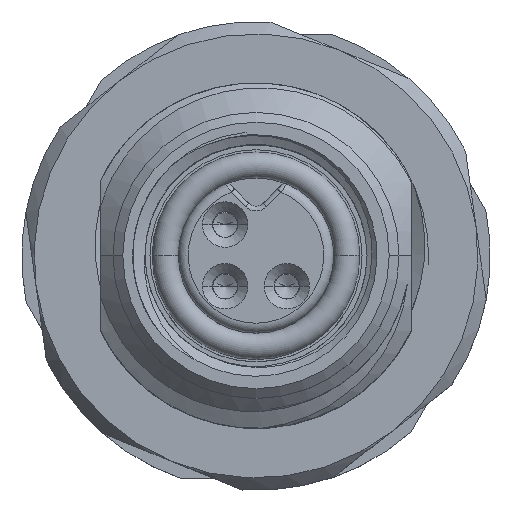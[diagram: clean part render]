
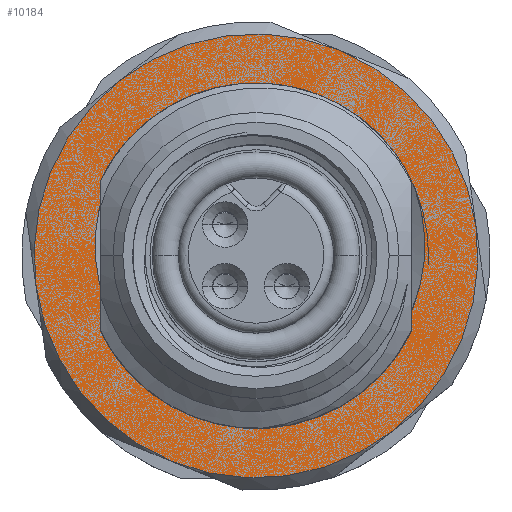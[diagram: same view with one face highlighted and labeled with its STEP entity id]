
A CAD part, top view. The second image highlights one B-rep face of the part: STEP entity #10184.
In plain terms, the highlighted planar face has unit normal (0, 0, 1).
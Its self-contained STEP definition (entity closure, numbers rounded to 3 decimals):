
#9613=CARTESIAN_POINT('',(0.,0.,-1.3));
#9614=DIRECTION('',(0.,0.,1.));
#9615=DIRECTION('',(-0.706,-0.709,0.));
#9616=AXIS2_PLACEMENT_3D('',#9613,#9614,#9615);
#9618=CARTESIAN_POINT('',(0.,0.,-1.3));
#9619=DIRECTION('',(0.,0.,1.));
#9620=DIRECTION('',(-0.376,-0.927,0.));
#9621=AXIS2_PLACEMENT_3D('',#9618,#9619,#9620);
#9623=CARTESIAN_POINT('',(0.038,-3.094,-1.3));
#9624=CARTESIAN_POINT('',(0.187,-3.102,-1.3));
#9625=CARTESIAN_POINT('',(0.483,-3.096,-1.3));
#9626=CARTESIAN_POINT('',(0.927,-3.025,-1.3));
#9627=CARTESIAN_POINT('',(1.357,-2.89,-1.3));
#9628=CARTESIAN_POINT('',(1.766,-2.695,-1.3));
#9629=CARTESIAN_POINT('',(2.147,-2.442,-1.3));
#9630=CARTESIAN_POINT('',(2.491,-2.134,-1.3));
#9631=CARTESIAN_POINT('',(2.79,-1.78,-1.3));
#9632=CARTESIAN_POINT('',(3.037,-1.385,-1.3));
#9633=CARTESIAN_POINT('',(3.228,-0.958,-1.3));
#9634=CARTESIAN_POINT('',(3.358,-0.507,-1.3));
#9635=CARTESIAN_POINT('',(3.425,-0.034,-1.3));
#9636=CARTESIAN_POINT('',(3.425,0.443,-1.3));
#9637=CARTESIAN_POINT('',(3.358,0.919,-1.3));
#9638=CARTESIAN_POINT('',(3.272,1.227,-1.3));
#9639=CARTESIAN_POINT('',(3.217,1.379,-1.3));
#9641=CARTESIAN_POINT('',(0.,0.,-1.3));
#9642=DIRECTION('',(0.,0.,1.));
#9643=DIRECTION('',(0.919,0.394,0.));
#9644=AXIS2_PLACEMENT_3D('',#9641,#9642,#9643);
#9646=CARTESIAN_POINT('',(0.,0.,-1.3));
#9647=DIRECTION('',(0.,0.,1.));
#9648=DIRECTION('',(0.376,0.927,0.));
#9649=AXIS2_PLACEMENT_3D('',#9646,#9647,#9648);
#9651=CARTESIAN_POINT('',(-1.346,3.231,-1.3));
#9652=CARTESIAN_POINT('',(-1.491,3.16,-1.3));
#9653=CARTESIAN_POINT('',(-1.767,3.,-1.3));
#9654=CARTESIAN_POINT('',(-2.147,2.705,-1.3));
#9655=CARTESIAN_POINT('',(-2.48,2.362,-1.3));
#9656=CARTESIAN_POINT('',(-2.762,1.976,-1.3));
#9657=CARTESIAN_POINT('',(-2.984,1.56,-1.3));
#9658=CARTESIAN_POINT('',(-3.145,1.12,-1.3));
#9659=CARTESIAN_POINT('',(-3.242,0.664,-1.3));
#9660=CARTESIAN_POINT('',(-3.274,0.202,-1.3));
#9661=CARTESIAN_POINT('',(-3.241,-0.258,-1.3));
#9662=CARTESIAN_POINT('',(-3.144,-0.704,-1.3));
#9663=CARTESIAN_POINT('',(-2.986,-1.129,-1.3));
#9664=CARTESIAN_POINT('',(-2.772,-1.525,-1.3));
#9665=CARTESIAN_POINT('',(-2.503,-1.885,-1.3));
#9666=CARTESIAN_POINT('',(-2.295,-2.095,-1.3));
#9667=CARTESIAN_POINT('',(-2.183,-2.193,-1.3));
#9669=CARTESIAN_POINT('',(0.,0.,-1.3));
#9670=DIRECTION('',(0.,0.,-1.));
#9671=DIRECTION('',(0.614,-0.789,0.));
#9672=AXIS2_PLACEMENT_3D('',#9669,#9670,#9671);
#9674=CARTESIAN_POINT('',(0.,0.,-1.3));
#9675=DIRECTION('',(0.,0.,-1.));
#9676=DIRECTION('',(-0.376,-0.927,0.));
#9677=AXIS2_PLACEMENT_3D('',#9674,#9675,#9676);
#9679=CARTESIAN_POINT('',(0.,0.,-1.3));
#9680=DIRECTION('',(0.,0.,-1.));
#9681=DIRECTION('',(-0.614,0.789,0.));
#9682=AXIS2_PLACEMENT_3D('',#9679,#9680,#9681);
#9684=CARTESIAN_POINT('',(0.,0.,-1.3));
#9685=DIRECTION('',(0.,0.,-1.));
#9686=DIRECTION('',(0.376,0.927,0.));
#9687=AXIS2_PLACEMENT_3D('',#9684,#9685,#9686);
#9694=CARTESIAN_POINT('',(0.,0.,-1.3));
#9695=DIRECTION('',(0.,0.,1.));
#9696=DIRECTION('',(0.614,-0.789,0.));
#9697=AXIS2_PLACEMENT_3D('',#9694,#9695,#9696);
#10012=CARTESIAN_POINT('',(0.,0.,-1.3));
#10013=DIRECTION('',(0.,0.,1.));
#10014=DIRECTION('',(-0.614,0.789,0.));
#10015=AXIS2_PLACEMENT_3D('',#10012,#10013,#10014);
#10075=VERTEX_POINT('',#9667);
#10076=VERTEX_POINT('',#9651);
#10077=VERTEX_POINT('',#9639);
#10078=VERTEX_POINT('',#9623);
#10083=CARTESIAN_POINT('',(-1.163,-2.867,-1.3));
#10084=VERTEX_POINT('',#10083);
#10085=CARTESIAN_POINT('',(1.316,3.243,-1.3));
#10086=VERTEX_POINT('',#10085);
#10087=CARTESIAN_POINT('',(2.765,-3.55,-1.3));
#10088=CARTESIAN_POINT('',(-1.692,-4.17,-1.3));
#10089=VERTEX_POINT('',#10087);
#10090=VERTEX_POINT('',#10088);
#10091=CARTESIAN_POINT('',(-4.457,-0.619,-1.3));
#10092=VERTEX_POINT('',#10091);
#10093=CARTESIAN_POINT('',(-2.765,3.55,-1.3));
#10094=CARTESIAN_POINT('',(1.692,4.17,-1.3));
#10095=VERTEX_POINT('',#10093);
#10096=VERTEX_POINT('',#10094);
#10097=CARTESIAN_POINT('',(4.457,0.619,-1.3));
#10098=VERTEX_POINT('',#10097);
#10151=CARTESIAN_POINT('',(0.,0.,-1.3));
#10152=DIRECTION('',(0.,0.,1.));
#10153=DIRECTION('',(-0.376,-0.927,0.));
#10154=AXIS2_PLACEMENT_3D('',#10151,#10152,#10153);
#10155=PLANE('',#10154);
#10157=ORIENTED_EDGE('',*,*,#10156,.F.);
#10159=ORIENTED_EDGE('',*,*,#10158,.T.);
#10161=ORIENTED_EDGE('',*,*,#10160,.T.);
#10163=ORIENTED_EDGE('',*,*,#10162,.F.);
#10165=ORIENTED_EDGE('',*,*,#10164,.T.);
#10167=ORIENTED_EDGE('',*,*,#10166,.T.);
#10168=EDGE_LOOP('',(#10157,#10159,#10161,#10163,#10165,#10167));
#10169=FACE_OUTER_BOUND('',#10168,.F.);
#10171=ORIENTED_EDGE('',*,*,#10170,.T.);
#10173=ORIENTED_EDGE('',*,*,#10172,.T.);
#10175=ORIENTED_EDGE('',*,*,#10174,.T.);
#10177=ORIENTED_EDGE('',*,*,#10176,.T.);
#10179=ORIENTED_EDGE('',*,*,#10178,.T.);
#10181=ORIENTED_EDGE('',*,*,#10180,.T.);
#10182=EDGE_LOOP('',(#10171,#10173,#10175,#10177,#10179,#10181));
#10183=FACE_BOUND('',#10182,.F.);
#9617=CIRCLE('',#9616,3.094);
#9622=CIRCLE('',#9621,3.094);
#9640=B_SPLINE_CURVE_WITH_KNOTS('',3,(#9623,#9624,#9625,#9626,#9627,#9628,#9629,
#9630,#9631,#9632,#9633,#9634,#9635,#9636,#9637,#9638,#9639),.UNSPECIFIED.,.F.,
.F.,(4,1,1,1,1,1,1,1,1,1,1,1,1,1,4),(0.,0.071,0.143,
0.214,0.286,0.357,0.429,0.5,
0.571,0.643,0.714,0.786,
0.857,0.929,1.),.UNSPECIFIED.);
#9645=CIRCLE('',#9644,3.5);
#9650=CIRCLE('',#9649,3.5);
#9668=B_SPLINE_CURVE_WITH_KNOTS('',3,(#9651,#9652,#9653,#9654,#9655,#9656,#9657,
#9658,#9659,#9660,#9661,#9662,#9663,#9664,#9665,#9666,#9667),.UNSPECIFIED.,.F.,
.F.,(4,1,1,1,1,1,1,1,1,1,1,1,1,1,4),(0.,0.071,0.143,
0.214,0.286,0.357,0.429,0.5,
0.571,0.643,0.714,0.786,
0.857,0.929,1.),.UNSPECIFIED.);
#9673=CIRCLE('',#9672,4.5);
#9678=CIRCLE('',#9677,4.5);
#9683=CIRCLE('',#9682,4.5);
#9688=CIRCLE('',#9687,4.5);
#9698=CIRCLE('',#9697,4.5);
#10016=CIRCLE('',#10015,4.5);
#10156=EDGE_CURVE('',#10089,#10098,#9698,.T.);
#10158=EDGE_CURVE('',#10089,#10090,#9673,.T.);
#10160=EDGE_CURVE('',#10090,#10092,#9678,.T.);
#10162=EDGE_CURVE('',#10095,#10092,#10016,.T.);
#10164=EDGE_CURVE('',#10095,#10096,#9683,.T.);
#10166=EDGE_CURVE('',#10096,#10098,#9688,.T.);
#10170=EDGE_CURVE('',#10075,#10084,#9617,.T.);
#10172=EDGE_CURVE('',#10084,#10078,#9622,.T.);
#10174=EDGE_CURVE('',#10078,#10077,#9640,.T.);
#10176=EDGE_CURVE('',#10077,#10086,#9645,.T.);
#10178=EDGE_CURVE('',#10086,#10076,#9650,.T.);
#10180=EDGE_CURVE('',#10076,#10075,#9668,.T.);
#10184=ADVANCED_FACE('',(#10169,#10183),#10155,.T.);
